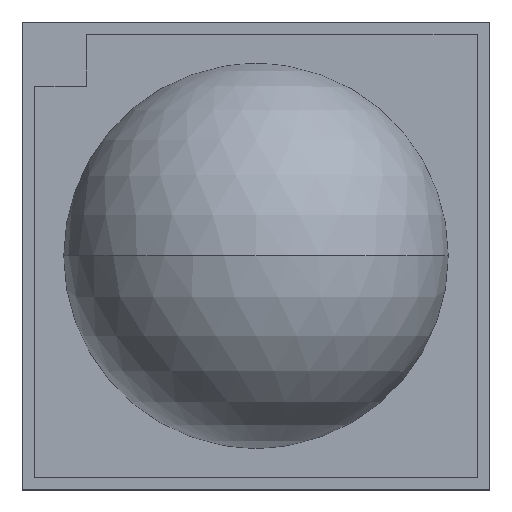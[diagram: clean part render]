
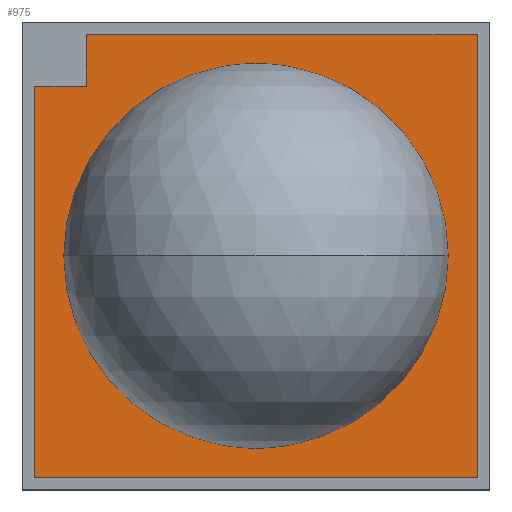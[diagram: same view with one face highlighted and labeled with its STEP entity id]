
A CAD part, top view. The second image highlights one B-rep face of the part: STEP entity #975.
In plain terms, the highlighted planar face has unit normal (0, 0, 1).
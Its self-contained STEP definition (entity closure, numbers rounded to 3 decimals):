
#88 = VERTEX_POINT ( 'NONE', #1324 ) ;
#108 = PLANE ( 'NONE',  #856 ) ;
#114 = DIRECTION ( 'NONE',  ( 1., 0., 0. ) ) ;
#148 = LINE ( 'NONE', #857, #1676 ) ;
#336 = CARTESIAN_POINT ( 'NONE',  ( 1.725, 1.725, 0.77 ) ) ;
#340 = VERTEX_POINT ( 'NONE', #649 ) ;
#395 = EDGE_CURVE ( 'NONE', #340, #456, #752, .T. ) ;
#456 = VERTEX_POINT ( 'NONE', #892 ) ;
#478 = VERTEX_POINT ( 'NONE', #1624 ) ;
#514 = DIRECTION ( 'NONE',  ( -1., 0., 0. ) ) ;
#530 = EDGE_CURVE ( 'NONE', #597, #2106, #1196, .T. ) ;
#546 = ORIENTED_EDGE ( 'NONE', *, *, #1565, .T. ) ;
#588 = ORIENTED_EDGE ( 'NONE', *, *, #530, .T. ) ;
#597 = VERTEX_POINT ( 'NONE', #2068 ) ;
#649 = CARTESIAN_POINT ( 'NONE',  ( 1.725, 1.725, 0.77 ) ) ;
#661 = CARTESIAN_POINT ( 'NONE',  ( 1.725, -1.725, 0.77 ) ) ;
#677 = EDGE_LOOP ( 'NONE', ( #878, #1234, #546, #1697, #588, #1351 ) ) ;
#726 = CARTESIAN_POINT ( 'NONE',  ( -1.725, 1.325, 0.77 ) ) ;
#752 = LINE ( 'NONE', #336, #916 ) ;
#754 = EDGE_CURVE ( 'NONE', #478, #597, #1375, .T. ) ;
#776 = VECTOR ( 'NONE', #2144, 1000. ) ;
#790 = CARTESIAN_POINT ( 'NONE',  ( 0., 0., 0.77 ) ) ;
#856 = AXIS2_PLACEMENT_3D ( 'NONE', #790, #1733, #114 ) ;
#857 = CARTESIAN_POINT ( 'NONE',  ( 1.725, 1.725, 0.77 ) ) ;
#878 = ORIENTED_EDGE ( 'NONE', *, *, #395, .T. ) ;
#892 = CARTESIAN_POINT ( 'NONE',  ( -1.325, 1.725, 0.77 ) ) ;
#916 = VECTOR ( 'NONE', #514, 1000. ) ;
#936 = CARTESIAN_POINT ( 'NONE',  ( 1.725, -1.725, 0.77 ) ) ;
#975 = ADVANCED_FACE ( 'NONE', ( #2046 ), #108, .T. ) ;
#1047 = LINE ( 'NONE', #1126, #1217 ) ;
#1111 = DIRECTION ( 'NONE',  ( -1., 0., 0. ) ) ;
#1126 = CARTESIAN_POINT ( 'NONE',  ( -1.325, 1.725, 0.77 ) ) ;
#1196 = LINE ( 'NONE', #661, #1967 ) ;
#1217 = VECTOR ( 'NONE', #1680, 1000. ) ;
#1234 = ORIENTED_EDGE ( 'NONE', *, *, #1437, .T. ) ;
#1324 = CARTESIAN_POINT ( 'NONE',  ( -1.325, 1.325, 0.77 ) ) ;
#1335 = EDGE_CURVE ( 'NONE', #2106, #340, #148, .T. ) ;
#1351 = ORIENTED_EDGE ( 'NONE', *, *, #1335, .T. ) ;
#1375 = LINE ( 'NONE', #726, #776 ) ;
#1437 = EDGE_CURVE ( 'NONE', #456, #88, #1047, .T. ) ;
#1481 = VECTOR ( 'NONE', #1111, 1000. ) ;
#1565 = EDGE_CURVE ( 'NONE', #88, #478, #1619, .T. ) ;
#1583 = DIRECTION ( 'NONE',  ( 1., 0., 0. ) ) ;
#1619 = LINE ( 'NONE', #1670, #1481 ) ;
#1624 = CARTESIAN_POINT ( 'NONE',  ( -1.725, 1.325, 0.77 ) ) ;
#1670 = CARTESIAN_POINT ( 'NONE',  ( -1.325, 1.325, 0.77 ) ) ;
#1676 = VECTOR ( 'NONE', #2280, 1000. ) ;
#1680 = DIRECTION ( 'NONE',  ( 0., -1., 0. ) ) ;
#1697 = ORIENTED_EDGE ( 'NONE', *, *, #754, .T. ) ;
#1733 = DIRECTION ( 'NONE',  ( 0., 0., 1. ) ) ;
#1967 = VECTOR ( 'NONE', #1583, 1000. ) ;
#2046 = FACE_OUTER_BOUND ( 'NONE', #677, .T. ) ;
#2068 = CARTESIAN_POINT ( 'NONE',  ( -1.725, -1.725, 0.77 ) ) ;
#2106 = VERTEX_POINT ( 'NONE', #936 ) ;
#2144 = DIRECTION ( 'NONE',  ( 0., -1., 0. ) ) ;
#2280 = DIRECTION ( 'NONE',  ( 0., 1., 0. ) ) ;
